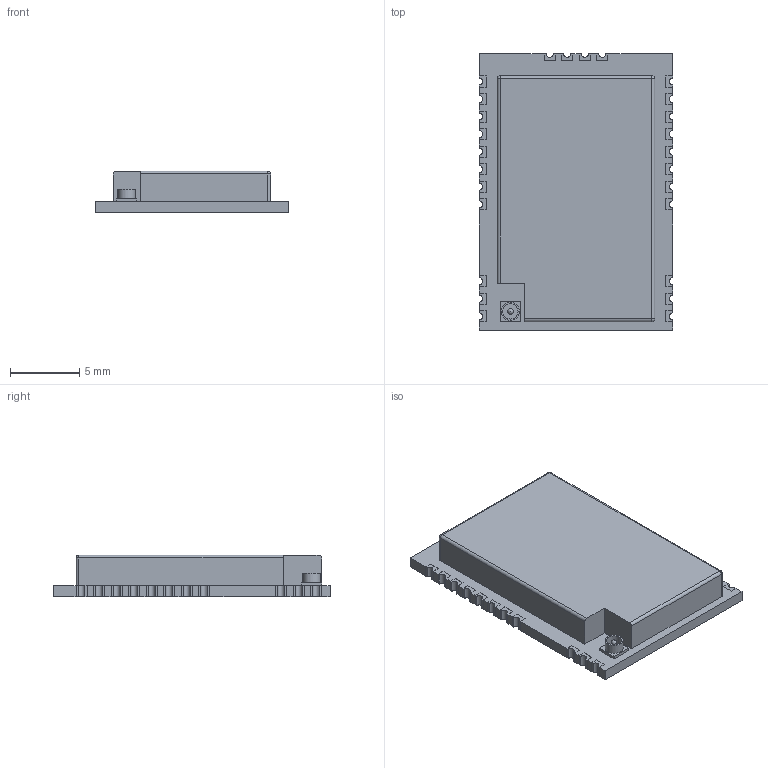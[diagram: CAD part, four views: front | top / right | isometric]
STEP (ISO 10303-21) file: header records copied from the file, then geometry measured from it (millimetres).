
FILE_DESCRIPTION(/* description */ (''),/* implementation_level */ '2;1');
FILE_NAME(/* name */ '3D_PCB1_2024-06-13-noPCB.step',/* time_stamp */ '2024-06-13T15:26:08-03:00',/* author */ (''),/* organization */ (''),/* preprocessor_version */ 'ST-DEVELOPER v20',/* originating_system */ 'Autodesk Translation Framework v13.14.0.145',/* authorisation */ '');
FILE_SCHEMA (('AUTOMOTIVE_DESIGN { 1 0 10303 214 3 1 1 }'));
Length unit declared in the file: millimetre
Products named in the file (5): (Unsaved); Board; hatj-U1; WIRELM-SMD_E32-400M20S; COMPOUND
Assembly tree (4 placements, depth 4):
  (Unsaved)
    Board
    hatj-U1
      WIRELM-SMD_E32-400M20S
        COMPOUND
Bounding box: 14 x 20 x 3.01 mm (x, y, z)
Volume: 656.6 mm3; surface area: 747.8 mm2
Topology: 1 solids, 1 shells, 405 faces, 1170 edges, 775 vertices
Faces by surface type: plane 351, cylinder 36, bspline 14, sphere 4
Full cylindrical faces by diameter (mm): 0.4 x1, 1.1 x1, 1.3 x1
Entity records: 14251 total; most frequent: CARTESIAN_POINT 3153, ORIENTED_EDGE 2332, DIRECTION 2012, EDGE_CURVE 1166, LINE 1064, VECTOR 1064, VERTEX_POINT 775, AXIS2_PLACEMENT_3D 474
